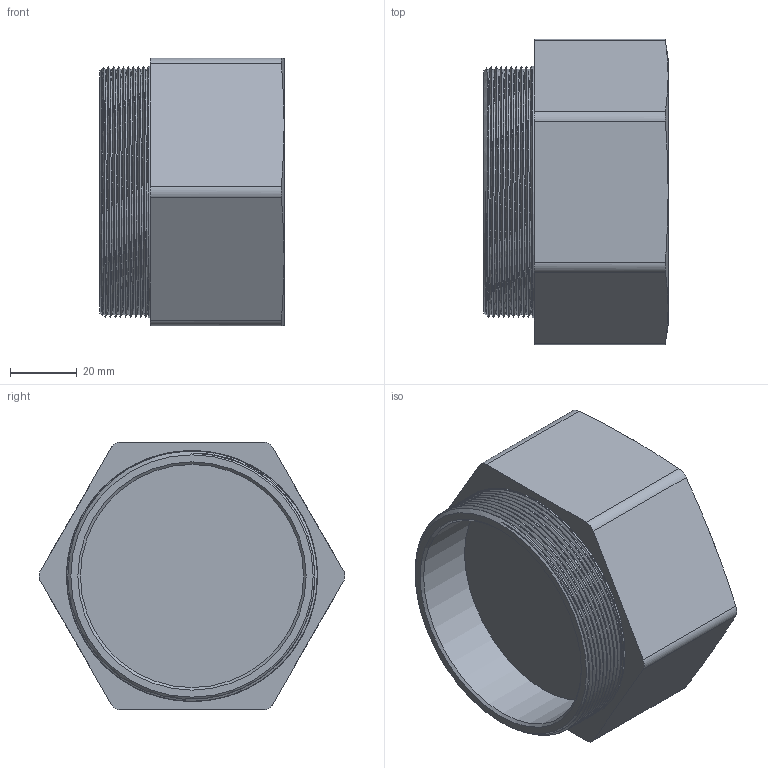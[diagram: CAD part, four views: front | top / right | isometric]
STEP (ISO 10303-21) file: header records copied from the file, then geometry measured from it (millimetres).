
FILE_DESCRIPTION(/* description */ ('Adapter Metall Ex M75x1,5 / NPT 2 1/2"'),/* implementation_level */ '2;1');
FILE_NAME(/* name */ 'RX746324-RST.stp',/* time_stamp */ '2022-08-22T08:30:46+02:00',/* author */ ('sl'),/* organization */ (''),/* preprocessor_version */ 'ST-DEVELOPER v16.5',/* originating_system */ 'Autodesk Inventor 2017',/* authorisation */ '');
FILE_SCHEMA (('AUTOMOTIVE_DESIGN { 1 0 10303 214 3 1 1 }'));
Length unit declared in the file: millimetre
Products named in the file (1): RX746324
Bounding box: 55 x 91.29 x 80 mm (x, y, z)
Volume: 80959.2 mm3; surface area: 49614.7 mm2
Topology: 2 solids, 2 shells, 40 faces, 90 edges, 56 vertices
Faces by surface type: plane 13, cone 11, cylinder 10, bspline 6
Full cylindrical faces by diameter (mm): 66.67 x1, 75.1 x1
Entity records: 5879 total; most frequent: CARTESIAN_POINT 5086, ORIENTED_EDGE 164, DIRECTION 136, EDGE_CURVE 81, AXIS2_PLACEMENT_3D 59, VERTEX_POINT 53, EDGE_LOOP 48, FACE_OUTER_BOUND 38
